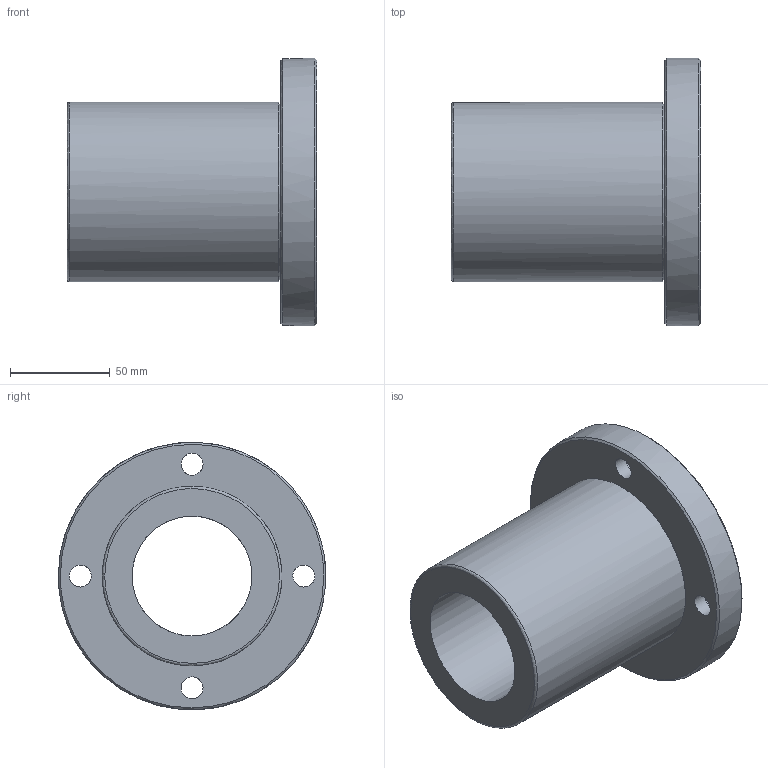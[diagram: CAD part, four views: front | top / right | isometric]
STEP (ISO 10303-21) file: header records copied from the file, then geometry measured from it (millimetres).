
FILE_DESCRIPTION ((), '1');
FILE_NAME ('FK10-060.stp', '2020-09-08T12:44:35', ('Unknown'), ('Unknown'), 'HarmonyWare STEP v2.0.5', 'Vectorworks', '');
FILE_SCHEMA (('CONFIG_CONTROL_DESIGN'));
Length unit declared in the file: millimetre
Products named in the file (1): NONE
Bounding box: 125 x 133.94 x 133.94 mm (x, y, z)
Volume: 569048.8 mm3; surface area: 86666.7 mm2
Topology: 1 solids, 1 shells, 23 faces, 87 edges, 72 vertices
Faces by surface type: bspline 23
Entity records: 1279 total; most frequent: CARTESIAN_POINT 729, ORIENTED_EDGE 174, EDGE_CURVE 87, VERTEX_POINT 72, EDGE_LOOP 39, FACE_OUTER_BOUND 23, ADVANCED_FACE 23, FACE_BOUND 16
